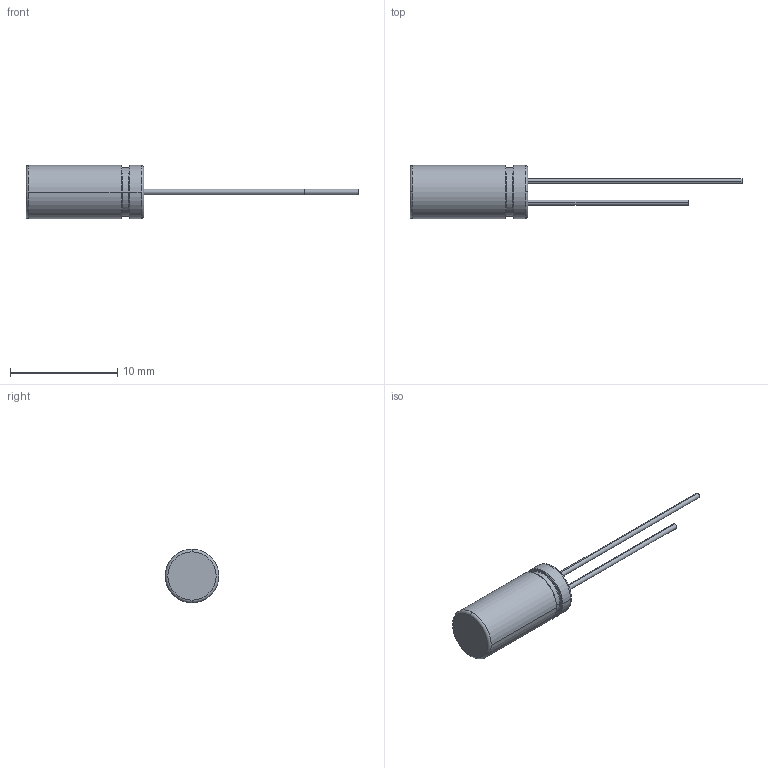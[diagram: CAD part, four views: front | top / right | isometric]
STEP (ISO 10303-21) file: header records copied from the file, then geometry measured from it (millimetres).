
FILE_DESCRIPTION(('STEP AP203'),'1');
FILE_NAME('capacitor_lekr47m50v511.stp','2024-07-18T14:24:56',('TraceParts'),('TraceParts S.A.'),'Spatial InterOp 3D',' ',' ');
FILE_SCHEMA(('CONFIG_CONTROL_DESIGN'));
Length unit declared in the file: millimetre
Products named in the file (1): 1
Bounding box: 31 x 5 x 5 mm (x, y, z)
Volume: 219.9 mm3; surface area: 268.4 mm2
Topology: 1 solids, 1 shells, 28 faces, 72 edges, 50 vertices
Faces by surface type: torus 12, cylinder 10, plane 6
Entity records: 950 total; most frequent: DIRECTION 192, CARTESIAN_POINT 151, ORIENTED_EDGE 144, AXIS2_PLACEMENT_3D 91, EDGE_CURVE 72, CIRCLE 62, VERTEX_POINT 50, EDGE_LOOP 32
